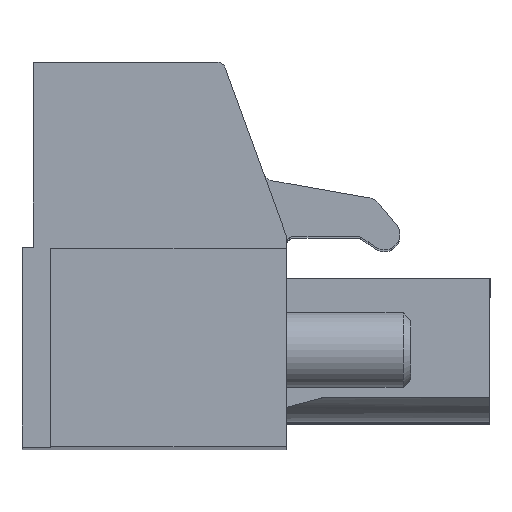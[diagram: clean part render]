
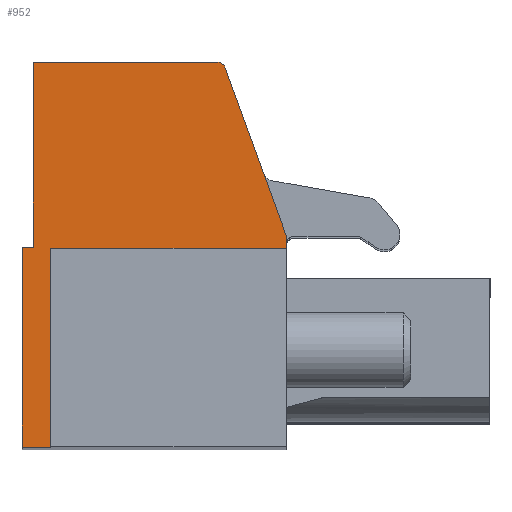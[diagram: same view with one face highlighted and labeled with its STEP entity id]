
A CAD part, top view. The second image highlights one B-rep face of the part: STEP entity #952.
In plain terms, the highlighted planar face has unit normal (0, 0, 1).
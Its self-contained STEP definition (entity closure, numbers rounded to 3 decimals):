
#952 = ADVANCED_FACE( '', ( #2175 ), #2176, .T. );
#2175 = FACE_OUTER_BOUND( '', #3660, .T. );
#2176 = PLANE( '', #3661 );
#3660 = EDGE_LOOP( '', ( #6382, #6383, #6384, #6385, #6386, #6387, #6388, #6389, #6390, #6391 ) );
#3661 = AXIS2_PLACEMENT_3D( '', #6392, #6393, #6394 );
#6382 = ORIENTED_EDGE( '', *, *, #8963, .T. );
#6383 = ORIENTED_EDGE( '', *, *, #8964, .T. );
#6384 = ORIENTED_EDGE( '', *, *, #8965, .F. );
#6385 = ORIENTED_EDGE( '', *, *, #8917, .F. );
#6386 = ORIENTED_EDGE( '', *, *, #8459, .T. );
#6387 = ORIENTED_EDGE( '', *, *, #8931, .T. );
#6388 = ORIENTED_EDGE( '', *, *, #8379, .F. );
#6389 = ORIENTED_EDGE( '', *, *, #8966, .T. );
#6390 = ORIENTED_EDGE( '', *, *, #8967, .T. );
#6391 = ORIENTED_EDGE( '', *, *, #8924, .T. );
#6392 = CARTESIAN_POINT( '', ( 285.242, 210.642, 155.88 ) );
#6393 = DIRECTION( '', ( 0., 0., 1. ) );
#6394 = DIRECTION( '', ( 1., 0., 0. ) );
#8379 = EDGE_CURVE( '', #10070, #10066, #10072, .T. );
#8459 = EDGE_CURVE( '', #10197, #10195, #10198, .T. );
#8917 = EDGE_CURVE( '', #10197, #10866, #10867, .T. );
#8924 = EDGE_CURVE( '', #10872, #10874, #10876, .T. );
#8931 = EDGE_CURVE( '', #10195, #10066, #10883, .T. );
#8963 = EDGE_CURVE( '', #10874, #10921, #10922, .T. );
#8964 = EDGE_CURVE( '', #10921, #10923, #10924, .T. );
#8965 = EDGE_CURVE( '', #10866, #10923, #10925, .T. );
#8966 = EDGE_CURVE( '', #10070, #10926, #10927, .T. );
#8967 = EDGE_CURVE( '', #10926, #10872, #10928, .T. );
#10066 = VERTEX_POINT( '', #12340 );
#10070 = VERTEX_POINT( '', #12345 );
#10072 = CIRCLE( '', #12348, 0.3 );
#10195 = VERTEX_POINT( '', #12515 );
#10197 = VERTEX_POINT( '', #12518 );
#10198 = LINE( '', #12519, #12520 );
#10866 = VERTEX_POINT( '', #13425 );
#10867 = LINE( '', #13426, #13427 );
#10872 = VERTEX_POINT( '', #13434 );
#10874 = VERTEX_POINT( '', #13437 );
#10876 = LINE( '', #13440, #13441 );
#10883 = LINE( '', #13452, #13453 );
#10921 = VERTEX_POINT( '', #13507 );
#10922 = LINE( '', #13508, #13509 );
#10923 = VERTEX_POINT( '', #13510 );
#10924 = LINE( '', #13511, #13512 );
#10925 = LINE( '', #13513, #13514 );
#10926 = VERTEX_POINT( '', #13515 );
#10927 = LINE( '', #13516, #13517 );
#10928 = LINE( '', #13518, #13519 );
#12340 = CARTESIAN_POINT( '', ( 292.916, 211.344, 155.88 ) );
#12345 = CARTESIAN_POINT( '', ( 292.634, 211.542, 155.88 ) );
#12348 = AXIS2_PLACEMENT_3D( '', #14564, #14565, #14566 );
#12515 = CARTESIAN_POINT( '', ( 295.392, 204.542, 155.88 ) );
#12518 = CARTESIAN_POINT( '', ( 295.392, 204.042, 155.88 ) );
#12519 = CARTESIAN_POINT( '', ( 295.392, 197.642, 155.88 ) );
#12520 = VECTOR( '', #14648, 1000. );
#13425 = CARTESIAN_POINT( '', ( 285.892, 204.042, 155.88 ) );
#13426 = CARTESIAN_POINT( '', ( 286.392, 204.042, 155.88 ) );
#13427 = VECTOR( '', #15171, 1000. );
#13434 = CARTESIAN_POINT( '', ( 285.192, 204.092, 155.88 ) );
#13437 = CARTESIAN_POINT( '', ( 284.742, 204.092, 155.88 ) );
#13440 = CARTESIAN_POINT( '', ( 284.742, 204.092, 155.88 ) );
#13441 = VECTOR( '', #15176, 1000. );
#13452 = CARTESIAN_POINT( '', ( 295.523, 204.18, 155.88 ) );
#13453 = VECTOR( '', #15181, 1000. );
#13507 = CARTESIAN_POINT( '', ( 284.742, 196.042, 155.88 ) );
#13508 = CARTESIAN_POINT( '', ( 284.742, 196.742, 155.88 ) );
#13509 = VECTOR( '', #15207, 1000. );
#13510 = CARTESIAN_POINT( '', ( 285.892, 196.042, 155.88 ) );
#13511 = CARTESIAN_POINT( '', ( 295.392, 196.042, 155.88 ) );
#13512 = VECTOR( '', #15208, 1000. );
#13513 = CARTESIAN_POINT( '', ( 285.892, 196.042, 155.88 ) );
#13514 = VECTOR( '', #15209, 1000. );
#13515 = CARTESIAN_POINT( '', ( 285.192, 211.542, 155.88 ) );
#13516 = CARTESIAN_POINT( '', ( 285.042, 211.542, 155.88 ) );
#13517 = VECTOR( '', #15210, 1000. );
#13518 = CARTESIAN_POINT( '', ( 285.192, 203.542, 155.88 ) );
#13519 = VECTOR( '', #15211, 1000. );
#14564 = CARTESIAN_POINT( '', ( 292.634, 211.242, 155.88 ) );
#14565 = DIRECTION( '', ( 0., 0., -1. ) );
#14566 = DIRECTION( '', ( -1., 0., 0. ) );
#14648 = DIRECTION( '', ( 0., 1., 0. ) );
#15171 = DIRECTION( '', ( -1., 0., 0. ) );
#15176 = DIRECTION( '', ( -1., 0., 0. ) );
#15181 = DIRECTION( '', ( -0.342, 0.94, 0. ) );
#15207 = DIRECTION( '', ( 0., -1., 0. ) );
#15208 = DIRECTION( '', ( 1., 0., 0. ) );
#15209 = DIRECTION( '', ( 0., -1., 0. ) );
#15210 = DIRECTION( '', ( -1., 0., 0. ) );
#15211 = DIRECTION( '', ( 0., -1., 0. ) );
